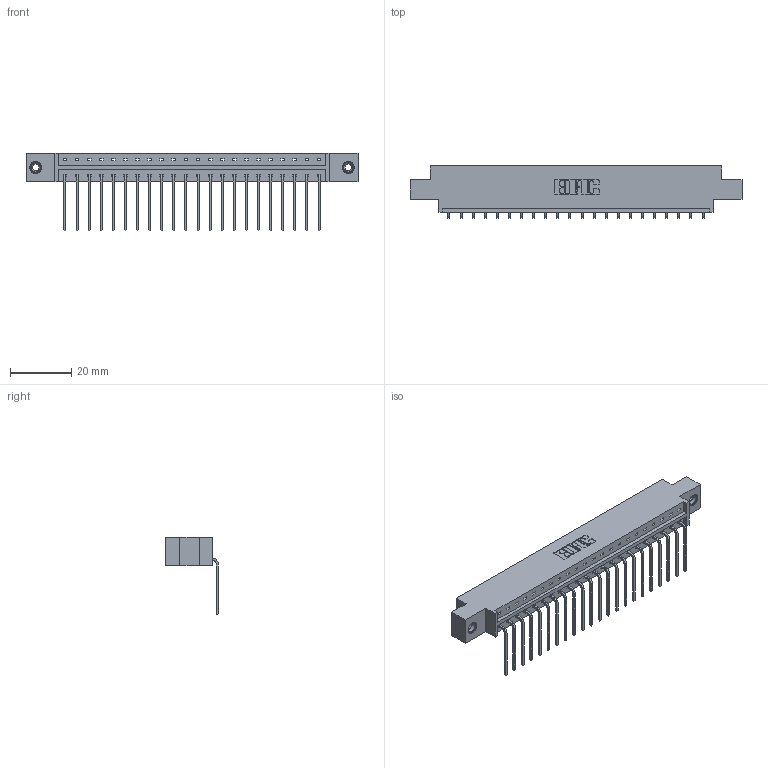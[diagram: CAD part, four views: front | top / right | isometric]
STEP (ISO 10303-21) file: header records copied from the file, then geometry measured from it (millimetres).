
FILE_DESCRIPTION (( 'STEP AP203' ), '1' );
FILE_NAME ('833-022-559-608.STEP', '2020-06-01T18:21:38', ( '' ), ( '' ), 'SwSTEP 2.0', 'SolidWorks 2020', '' );
FILE_SCHEMA (( 'CONFIG_CONTROL_DESIGN' ));
Length unit declared in the file: inch
Products named in the file (4): 833 Part_Offset - .156 Dia - TI; 833-022-559-608; 345-250-001_345-250-003-102; 345-292-001_558 559 Tail - 1
Assembly tree (25 placements, depth 2):
  833-022-559-608
    833 Part_Offset - .156 Dia - TI
    345-292-001_558 559 Tail - 1  x22
    345-250-001_345-250-003-102  x2
Bounding box: 108.71 x 17.09 x 25.53 mm (x, y, z)
Volume: 10606.5 mm3; surface area: 12018.4 mm2
Topology: 25 solids, 25 shells, 1498 faces, 4463 edges, 2938 vertices
Faces by surface type: plane 1074, cylinder 408, cone 12, torus 4
Entity records: 17438 total; most frequent: CARTESIAN_POINT 2995, ORIENTED_EDGE 2946, DIRECTION 2599, EDGE_CURVE 1473, VECTOR 1325, LINE 1325, VERTEX_POINT 976, AXIS2_PLACEMENT_3D 637
